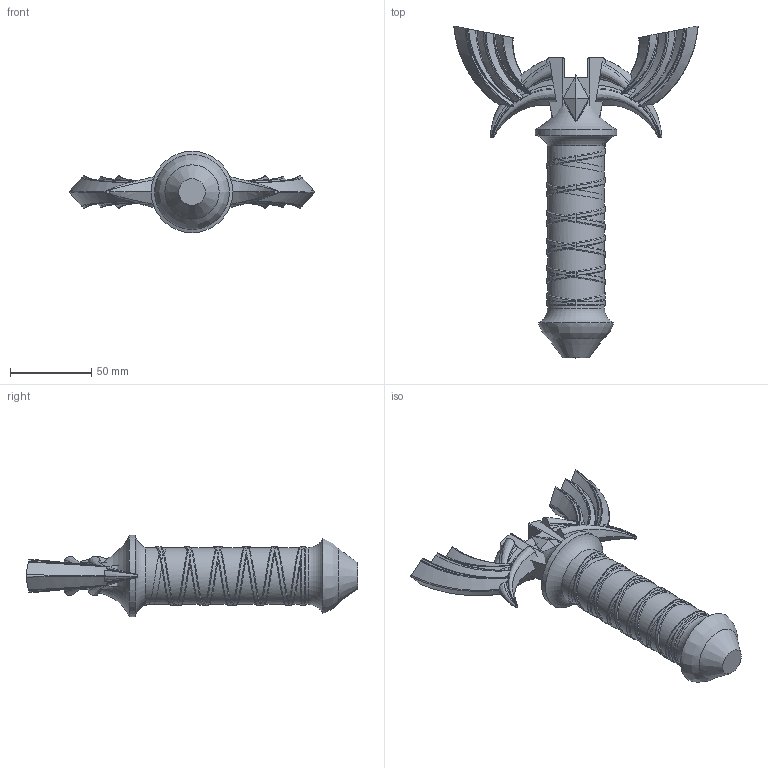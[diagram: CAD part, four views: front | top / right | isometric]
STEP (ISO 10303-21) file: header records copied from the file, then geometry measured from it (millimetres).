
FILE_DESCRIPTION(('FreeCAD Model'),'2;1');
FILE_NAME('Open CASCADE Shape Model','2025-07-06T10:12:18',(''),(''), 'Open CASCADE STEP processor 7.9','FreeCAD','Unknown');
FILE_SCHEMA(('AUTOMOTIVE_DESIGN { 1 0 10303 214 1 1 1 1 }'));
Length unit declared in the file: millimetre
Products named in the file (3): Hilt001; Hilt; HiltToBlade
Assembly tree (2 placements, depth 2):
  Hilt001
    Hilt
    HiltToBlade
Bounding box: 150.41 x 204.17 x 50.03 mm (x, y, z)
Volume: 96288.4 mm3; surface area: 40647.7 mm2
Topology: 2 solids, 2 shells, 356 faces, 991 edges, 589 vertices
Faces by surface type: bspline 267, plane 44, cylinder 36, torus 5, cone 3, revolution 1
Full cylindrical faces by diameter (mm): 35 x1, 36.2 x1
Entity records: 42703 total; most frequent: CARTESIAN_POINT 36464, ORIENTED_EDGE 1884, EDGE_CURVE 942, B_SPLINE_CURVE_WITH_KNOTS 687, VERTEX_POINT 589, FACE_BOUND 359, EDGE_LOOP 359, ADVANCED_FACE 356
